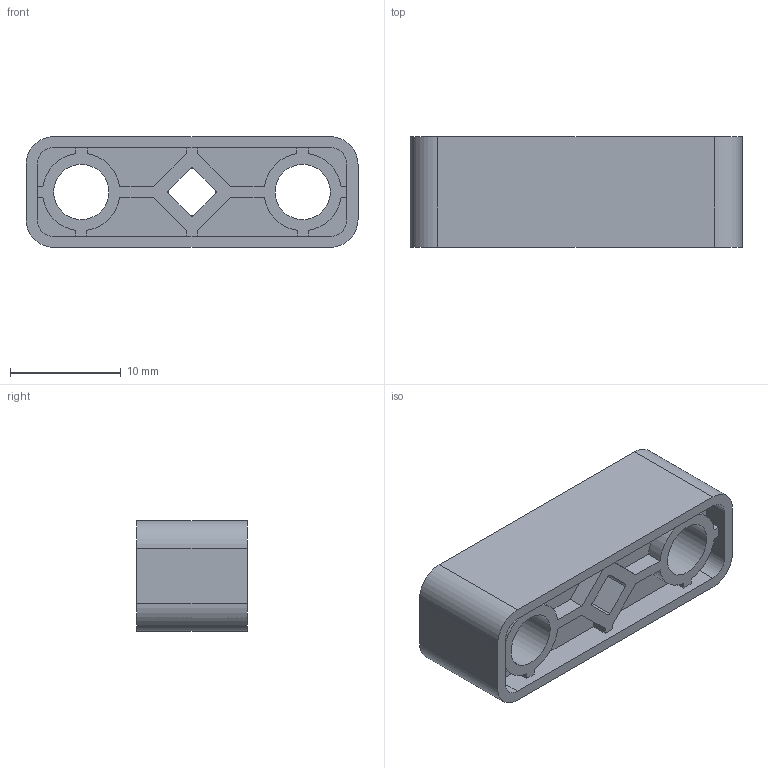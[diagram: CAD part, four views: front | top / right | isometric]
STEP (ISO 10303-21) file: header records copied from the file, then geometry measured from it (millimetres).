
FILE_DESCRIPTION(/* description */ ('Unknown'),/* implementation_level */ '2;1');
FILE_NAME(/* name */ 'A.C.Beams',/* time_stamp */ '2018-09-06T09:52:00+02:00',/* author */ ('Unknown'),/* organization */ ('Unknown'),/* preprocessor_version */ 'ST-DEVELOPER v16.7',/* originating_system */ 'DEX',/* authorisation */ $);
FILE_SCHEMA (('AUTOMOTIVE_DESIGN {1 0 10303 214 3 1 1}'));
Length unit declared in the file: millimetre
Products named in the file (1): A.C.Beams
Bounding box: 30 x 10 x 10 mm (x, y, z)
Volume: 1862.1 mm3; surface area: 2132 mm2
Topology: 1 solids, 1 shells, 118 faces, 342 edges, 228 vertices
Faces by surface type: plane 84, cylinder 34
Full cylindrical faces by diameter (mm): 5 x2
Entity records: 3906 total; most frequent: CARTESIAN_POINT 687, ORIENTED_EDGE 680, DIRECTION 646, EDGE_CURVE 340, LINE 272, VECTOR 272, VERTEX_POINT 228, AXIS2_PLACEMENT_3D 187
